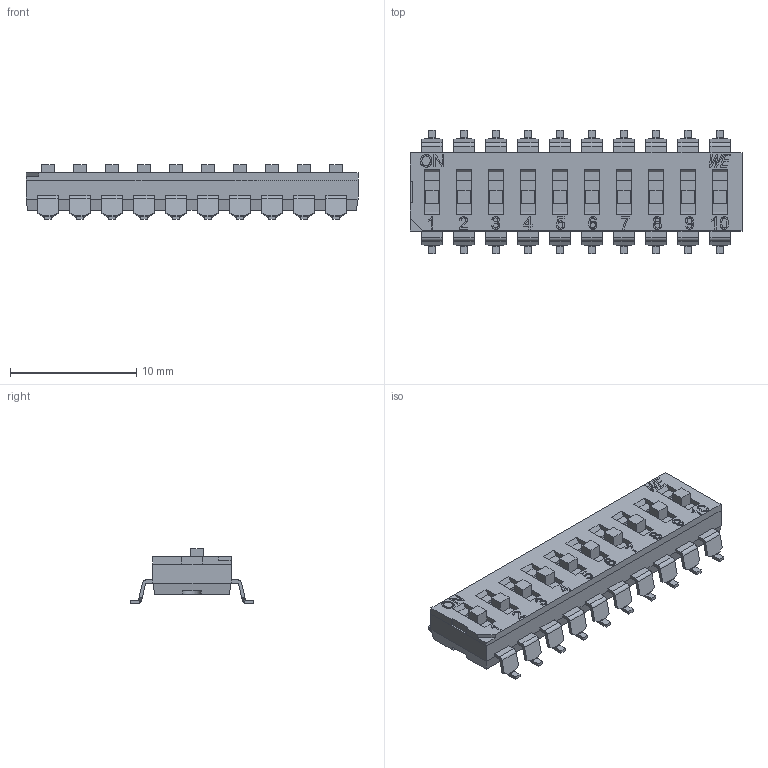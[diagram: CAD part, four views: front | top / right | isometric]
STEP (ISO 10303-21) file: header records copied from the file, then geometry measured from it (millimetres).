
FILE_DESCRIPTION( ( 'Unknown' ), '1' );
FILE_NAME( '418121270810.stp', 'Unknown', ( 'Unknown' ), ( 'Unknown' ), 'PSStep 17.0.49', 'Unknown', ' ' );
FILE_SCHEMA( ( 'AUTOMOTIVE_DESIGN { 1 0 10303 214 1 1 1 1 }' ) );
Length unit declared in the file: millimetre
Products named in the file (7): Assem1; Terminal_tall; Terminal_small; Actuator; Contact; Base_10; Cover_10
Assembly tree (42 placements, depth 2):
  Assem1
    Terminal_tall  x10
    Terminal_small  x10
    Actuator  x10
    Contact  x10
    Base_10
    Cover_10
Bounding box: 26.34 x 9.8 x 4.32 mm (x, y, z)
Volume: 425.4 mm3; surface area: 1842.9 mm2
Topology: 42 solids, 42 shells, 1858 faces, 5123 edges, 3364 vertices
Faces by surface type: plane 1368, cylinder 422, bspline 40, extrusion 28
Full cylindrical faces by diameter (mm): 0.57 x10, 0.6 x30, 2.4 x1
Entity records: 27467 total; most frequent: CARTESIAN_POINT 5620, ORIENTED_EDGE 3648, DIRECTION 3002, EDGE_CURVE 1824, VECTOR 1536, LINE 1508, VERTEX_POINT 1194, AXIS2_PLACEMENT_3D 733
